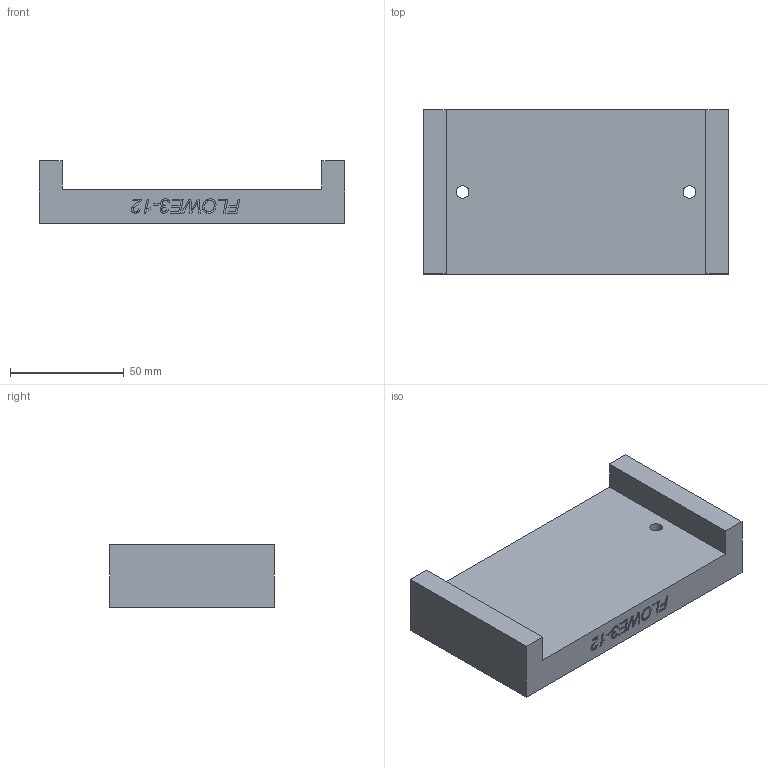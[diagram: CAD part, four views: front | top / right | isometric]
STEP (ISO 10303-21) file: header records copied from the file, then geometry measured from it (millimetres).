
FILE_DESCRIPTION(/* description */ ('Unknown'),/* implementation_level */ '2;1');
FILE_NAME(/* name */ 'flowE3-12U-Basic',/* time_stamp */ '2023-05-24T14:41:46+02:00',/* author */ ('Unknown'),/* organization */ ('Unknown'),/* preprocessor_version */ 'ST-DEVELOPER v18.102',/* originating_system */ 'Solid Edge',/* authorisation */ 'Unknown');
FILE_SCHEMA (('AUTOMOTIVE_DESIGN {1 0 10303 214 3 1 1}'));
Length unit declared in the file: millimetre
Products named in the file (1): flowE3-12U-Basic
Bounding box: 134 x 72 x 27.4 mm (x, y, z)
Volume: 161653.3 mm3; surface area: 30241.8 mm2
Topology: 1 solids, 1 shells, 96 faces, 252 edges, 168 vertices
Faces by surface type: plane 71, bspline 16, cylinder 7, cone 2
Full cylindrical faces by diameter (mm): 3.242 x4, 5.5 x2
Entity records: 4356 total; most frequent: CARTESIAN_POINT 1449, ORIENTED_EDGE 472, DIRECTION 378, EDGE_CURVE 236, LINE 192, VECTOR 192, VERTEX_POINT 164, FACE_BOUND 122
